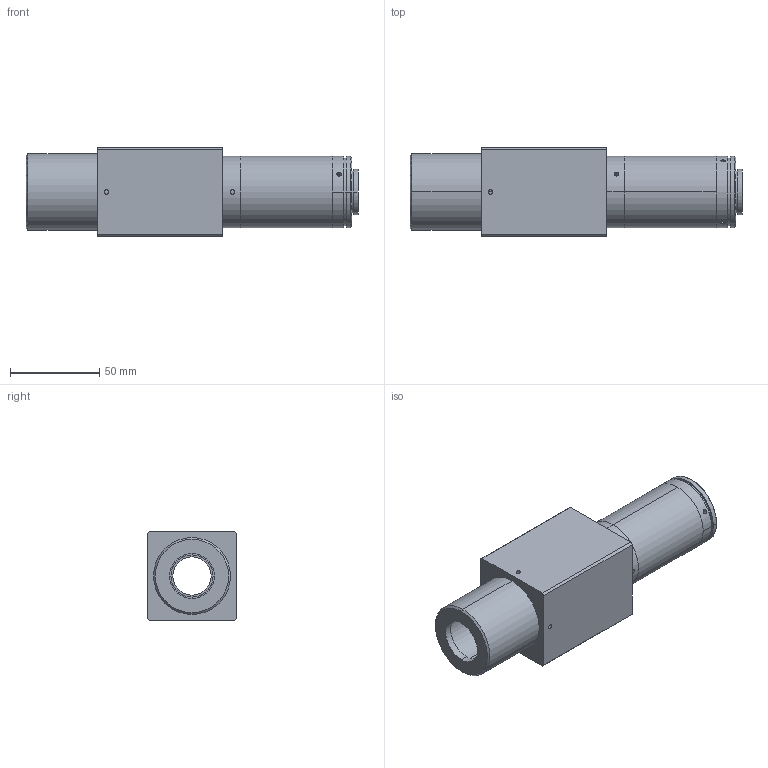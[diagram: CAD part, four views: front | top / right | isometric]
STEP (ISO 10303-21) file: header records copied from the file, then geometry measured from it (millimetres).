
FILE_DESCRIPTION (( 'STEP AP203' ), '1' );
FILE_NAME ('XF-VM3-1X-N-20151112V6.1.STEP', '2016-04-26T05:37:33', ( 'cherishsunshine' ), ( '' ), 'SwSTEP 2.0', 'SolidWorks 2014', '' );
FILE_SCHEMA (( 'CONFIG_CONTROL_DESIGN' ));
Length unit declared in the file: millimetre
Products named in the file (1): XF-VM3-1X-N-20151112V6.1
Bounding box: 185.67 x 50 x 50 mm (x, y, z)
Surface area: 45625.1 mm2 (no closed solid volume)
Topology: 0 solids, 7 shells, 78 faces, 214 edges, 146 vertices
Faces by surface type: cylinder 60, plane 14, cone 4
Entity records: 3159 total; most frequent: CARTESIAN_POINT 1079, DIRECTION 436, ORIENTED_EDGE 362, EDGE_CURVE 214, AXIS2_PLACEMENT_3D 179, VERTEX_POINT 146, EDGE_LOOP 104, CIRCLE 100
